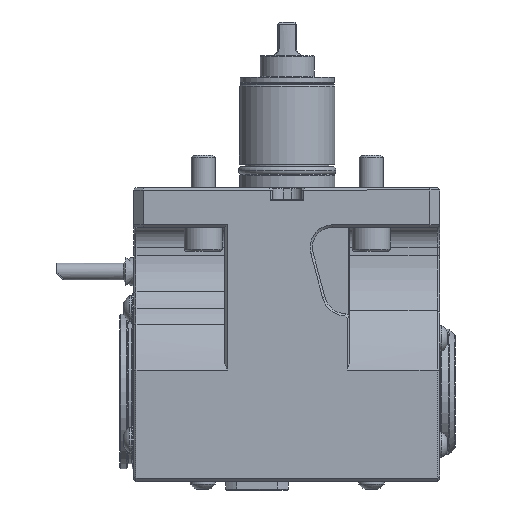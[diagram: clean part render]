
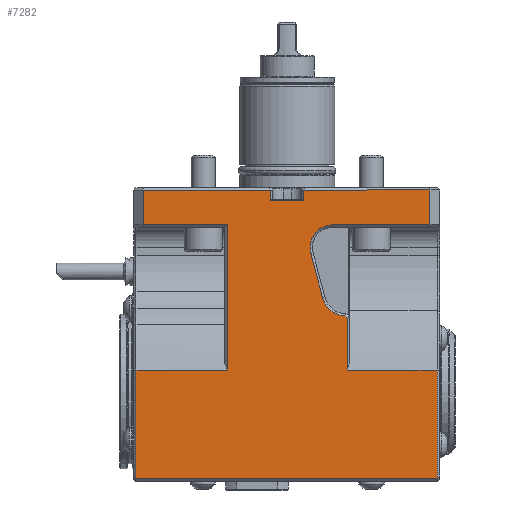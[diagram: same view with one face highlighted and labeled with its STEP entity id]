
A CAD part, front view. The second image highlights one B-rep face of the part: STEP entity #7282.
In plain terms, the highlighted planar face has unit normal (0, -1, 0).
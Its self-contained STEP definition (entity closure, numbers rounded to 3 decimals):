
#328=LINE('',#11718,#767);
#329=LINE('',#11729,#768);
#333=LINE('',#11738,#772);
#334=LINE('',#11742,#773);
#336=LINE('',#11746,#775);
#339=LINE('',#11751,#778);
#341=LINE('',#11755,#780);
#343=LINE('',#11759,#782);
#371=LINE('',#11834,#810);
#390=LINE('',#11868,#829);
#444=LINE('',#12024,#883);
#457=LINE('',#12064,#896);
#496=LINE('',#12180,#935);
#520=LINE('',#12467,#959);
#524=LINE('',#12474,#963);
#529=LINE('',#12485,#968);
#569=LINE('',#12633,#1008);
#570=LINE('',#12635,#1009);
#767=VECTOR('',#9184,1000.);
#768=VECTOR('',#9193,1000.);
#772=VECTOR('',#9199,1000.);
#773=VECTOR('',#9204,1000.);
#775=VECTOR('',#9208,1000.);
#778=VECTOR('',#9213,1000.);
#780=VECTOR('',#9217,1000.);
#782=VECTOR('',#9221,1000.);
#810=VECTOR('',#9283,1000.);
#829=VECTOR('',#9318,1000.);
#883=VECTOR('',#9464,1000.);
#896=VECTOR('',#9497,1000.);
#935=VECTOR('',#9596,1000.);
#959=VECTOR('',#9832,1000.);
#963=VECTOR('',#9838,1000.);
#968=VECTOR('',#9849,1000.);
#1008=VECTOR('',#10005,1000.);
#1009=VECTOR('',#10006,1000.);
#2552=ORIENTED_EDGE('',*,*,#3575,.T.);
#2553=ORIENTED_EDGE('',*,*,#3572,.T.);
#2554=ORIENTED_EDGE('',*,*,#3906,.T.);
#2555=ORIENTED_EDGE('',*,*,#3628,.T.);
#2556=ORIENTED_EDGE('',*,*,#3719,.T.);
#2557=ORIENTED_EDGE('',*,*,#3594,.F.);
#2558=ORIENTED_EDGE('',*,*,#3592,.T.);
#2559=ORIENTED_EDGE('',*,*,#3590,.T.);
#2560=ORIENTED_EDGE('',*,*,#3736,.T.);
#2561=ORIENTED_EDGE('',*,*,#3787,.T.);
#2562=ORIENTED_EDGE('',*,*,#3587,.T.);
#2563=ORIENTED_EDGE('',*,*,#3585,.T.);
#2564=ORIENTED_EDGE('',*,*,#3583,.T.);
#2565=ORIENTED_EDGE('',*,*,#3647,.T.);
#2566=ORIENTED_EDGE('',*,*,#3579,.T.);
#2567=ORIENTED_EDGE('',*,*,#3896,.T.);
#2568=ORIENTED_EDGE('',*,*,#3977,.T.);
#2569=ORIENTED_EDGE('',*,*,#3978,.T.);
#2570=ORIENTED_EDGE('',*,*,#3900,.T.);
#2571=ORIENTED_EDGE('',*,*,#3578,.T.);
#3572=EDGE_CURVE('',#4502,#4505,#5063,.T.);
#3575=EDGE_CURVE('',#4506,#4502,#328,.T.);
#3578=EDGE_CURVE('',#4508,#4506,#5065,.T.);
#3579=EDGE_CURVE('',#4510,#4511,#329,.T.);
#3583=EDGE_CURVE('',#4514,#4456,#333,.F.);
#3585=EDGE_CURVE('',#4515,#4514,#334,.T.);
#3587=EDGE_CURVE('',#4412,#4515,#336,.T.);
#3590=EDGE_CURVE('',#4517,#4516,#339,.T.);
#3592=EDGE_CURVE('',#4518,#4517,#341,.T.);
#3594=EDGE_CURVE('',#4518,#4519,#343,.T.);
#3628=EDGE_CURVE('',#4541,#4540,#371,.T.);
#3647=EDGE_CURVE('',#4456,#4510,#390,.T.);
#3719=EDGE_CURVE('',#4540,#4519,#444,.T.);
#3736=EDGE_CURVE('',#4516,#4596,#457,.T.);
#3787=EDGE_CURVE('',#4596,#4412,#496,.T.);
#3896=EDGE_CURVE('',#4511,#4688,#520,.T.);
#3900=EDGE_CURVE('',#4689,#4508,#524,.T.);
#3906=EDGE_CURVE('',#4505,#4541,#529,.T.);
#3977=EDGE_CURVE('',#4688,#4740,#569,.T.);
#3978=EDGE_CURVE('',#4740,#4689,#570,.T.);
#4412=VERTEX_POINT('',#11427);
#4456=VERTEX_POINT('',#11551);
#4502=VERTEX_POINT('',#11706);
#4505=VERTEX_POINT('',#11711);
#4506=VERTEX_POINT('',#11715);
#4508=VERTEX_POINT('',#11724);
#4510=VERTEX_POINT('',#11730);
#4511=VERTEX_POINT('',#11731);
#4514=VERTEX_POINT('',#11739);
#4515=VERTEX_POINT('',#11743);
#4516=VERTEX_POINT('',#11750);
#4517=VERTEX_POINT('',#11752);
#4518=VERTEX_POINT('',#11756);
#4519=VERTEX_POINT('',#11760);
#4540=VERTEX_POINT('',#11833);
#4541=VERTEX_POINT('',#11835);
#4596=VERTEX_POINT('',#12063);
#4688=VERTEX_POINT('',#12466);
#4689=VERTEX_POINT('',#12471);
#4740=VERTEX_POINT('',#12634);
#5063=CIRCLE('',#7767,9.5);
#5065=CIRCLE('',#7771,10.);
#5788=EDGE_LOOP('',(#2552,#2553,#2554,#2555,#2556,#2557,#2558,#2559,#2560,
#2561,#2562,#2563,#2564,#2565,#2566,#2567,#2568,#2569,#2570,#2571));
#6473=FACE_BOUND('',#5788,.T.);
#6906=PLANE('',#8058);
#7282=ADVANCED_FACE('',(#6473),#6906,.F.);
#7767=AXIS2_PLACEMENT_3D('',#11712,#9178,#9179);
#7771=AXIS2_PLACEMENT_3D('',#11727,#9189,#9190);
#8058=AXIS2_PLACEMENT_3D('',#12632,#10003,#10004);
#9178=DIRECTION('',(0.,1.,0.));
#9179=DIRECTION('',(-1.,0.,0.));
#9184=DIRECTION('',(-0.259,0.,0.966));
#9189=DIRECTION('',(0.,1.,0.));
#9190=DIRECTION('',(-1.,0.,0.));
#9193=DIRECTION('',(1.,0.,0.));
#9199=DIRECTION('',(1.,0.,0.));
#9204=DIRECTION('',(0.,0.,-1.));
#9208=DIRECTION('',(1.,0.,0.));
#9213=DIRECTION('',(0.,0.,1.));
#9217=DIRECTION('',(-1.,0.,0.));
#9221=DIRECTION('',(0.,0.,1.));
#9283=DIRECTION('',(0.,0.,1.));
#9318=DIRECTION('',(0.,0.,-1.));
#9464=DIRECTION('',(-1.,0.,0.));
#9497=DIRECTION('',(-1.,0.,0.));
#9596=DIRECTION('',(0.,0.,-1.));
#9832=DIRECTION('',(0.,0.,1.));
#9838=DIRECTION('',(-0.707,0.,0.707));
#9849=DIRECTION('',(1.,0.,0.));
#10003=DIRECTION('',(0.,1.,0.));
#10004=DIRECTION('',(-1.,0.,0.));
#10005=DIRECTION('',(-1.,0.,0.));
#10006=DIRECTION('',(0.,0.,1.));
#11427=CARTESIAN_POINT('',(-60.,-40.,-15.5));
#11551=CARTESIAN_POINT('',(-63.,-40.,-76.));
#11706=CARTESIAN_POINT('',(9.824,-40.,-27.459));
#11711=CARTESIAN_POINT('',(19.,-40.,-15.5));
#11712=CARTESIAN_POINT('',(19.,-40.,-25.));
#11715=CARTESIAN_POINT('',(14.815,-40.,-46.088));
#11718=CARTESIAN_POINT('',(9.824,-40.,-27.459));
#11724=CARTESIAN_POINT('',(24.078,-40.,-53.492));
#11727=CARTESIAN_POINT('',(24.475,-40.,-43.5));
#11729=CARTESIAN_POINT('',(63.5,-40.,-121.));
#11730=CARTESIAN_POINT('',(-63.,-40.,-121.));
#11731=CARTESIAN_POINT('',(62.5,-40.,-121.));
#11738=CARTESIAN_POINT('',(-249.563,-40.,-76.));
#11739=CARTESIAN_POINT('',(-25.,-40.,-76.));
#11742=CARTESIAN_POINT('',(-25.,-40.,-122.5));
#11743=CARTESIAN_POINT('',(-25.,-40.,-15.5));
#11746=CARTESIAN_POINT('',(63.5,-40.,-15.5));
#11750=CARTESIAN_POINT('',(-7.,-40.,-1.));
#11751=CARTESIAN_POINT('',(-7.,-40.,-5.));
#11752=CARTESIAN_POINT('',(-7.,-40.,-5.5));
#11755=CARTESIAN_POINT('',(-7.,-40.,-5.5));
#11756=CARTESIAN_POINT('',(7.,-40.,-5.5));
#11759=CARTESIAN_POINT('',(7.,-40.,-5.));
#11760=CARTESIAN_POINT('',(7.,-40.,-1.));
#11833=CARTESIAN_POINT('',(59.5,-40.,-1.));
#11834=CARTESIAN_POINT('',(59.5,-40.,-122.5));
#11835=CARTESIAN_POINT('',(59.5,-40.,-15.5));
#11868=CARTESIAN_POINT('',(-63.,-40.,-122.5));
#12024=CARTESIAN_POINT('',(63.5,-40.,-1.));
#12063=CARTESIAN_POINT('',(-60.,-40.,-1.));
#12064=CARTESIAN_POINT('',(63.5,-40.,-1.));
#12180=CARTESIAN_POINT('',(-60.,-40.,-122.5));
#12466=CARTESIAN_POINT('',(62.5,-40.,-76.));
#12467=CARTESIAN_POINT('',(62.5,-40.,-122.5));
#12471=CARTESIAN_POINT('',(25.,-40.,-54.414));
#12474=CARTESIAN_POINT('',(23.793,-40.,-53.207));
#12485=CARTESIAN_POINT('',(63.5,-40.,-15.5));
#12632=CARTESIAN_POINT('',(63.5,-40.,-122.5));
#12633=CARTESIAN_POINT('',(249.563,-40.,-76.));
#12634=CARTESIAN_POINT('',(25.,-40.,-76.));
#12635=CARTESIAN_POINT('',(25.,-40.,-54.));
